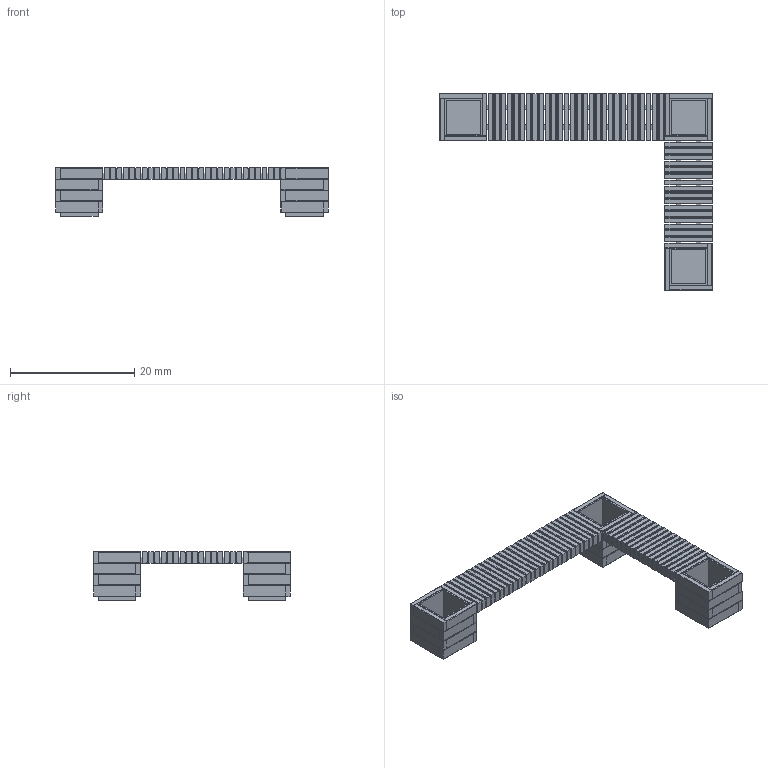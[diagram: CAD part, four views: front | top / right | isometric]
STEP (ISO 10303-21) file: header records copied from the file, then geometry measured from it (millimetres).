
FILE_DESCRIPTION(/* description */ (''),/* implementation_level */ '2;1');
FILE_NAME(/* name */ 'scale wood and metal bench with planters L',/* time_stamp */ '2025-05-21T13:52:50-04:00',/* author */ (''),/* organization */ (''),/* preprocessor_version */ 'ST-DEVELOPER v19.2',/* originating_system */ 'Rhino 8.18',/* authorisation */ '');
FILE_SCHEMA (('CONFIG_CONTROL_DESIGN'));
Length unit declared in the file: inch
Products named in the file (1): Document
Bounding box: 43.92 x 31.72 x 7.78 mm (x, y, z)
Volume: 1128.5 mm3; surface area: 4865.9 mm2
Topology: 51 solids, 51 shells, 1903 faces, 4916 edges, 3028 vertices
Faces by surface type: plane 1819, cylinder 84
Entity records: 50866 total; most frequent: CARTESIAN_POINT 15664, ORIENTED_EDGE 9832, EDGE_CURVE 4916, B_SPLINE_CURVE_WITH_KNOTS 4103, VERTEX_POINT 3028, DIRECTION 2702, AXIS2_PLACEMENT_3D 2020, EDGE_LOOP 1906
